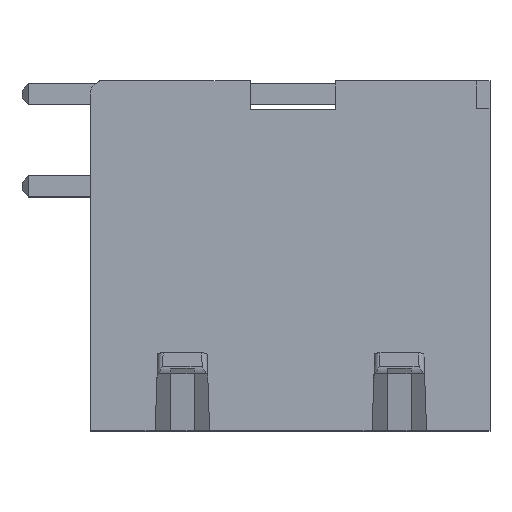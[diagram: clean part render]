
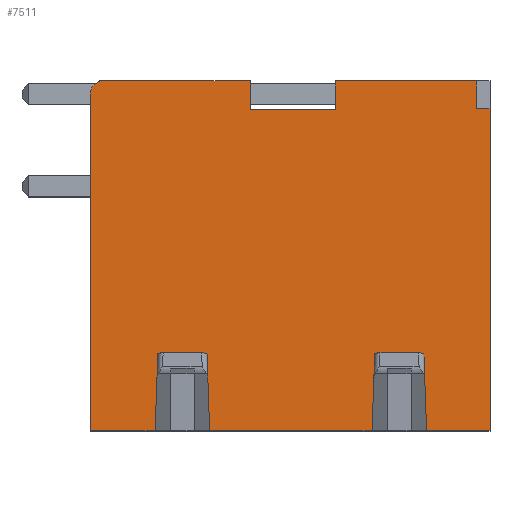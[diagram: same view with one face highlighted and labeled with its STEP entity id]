
A CAD part, top view. The second image highlights one B-rep face of the part: STEP entity #7511.
In plain terms, the highlighted planar face has unit normal (0, 0, 1).
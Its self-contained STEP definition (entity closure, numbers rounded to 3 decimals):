
#99=DIRECTION('',(1.,0.,0.));
#100=VECTOR('',#99,2.463);
#101=CARTESIAN_POINT('',(-3.,0.,33.7));
#102=LINE('',#101,#100);
#115=DIRECTION('',(1.,0.,0.));
#116=VECTOR('',#115,6.175);
#117=CARTESIAN_POINT('',(1.537,0.,33.7));
#118=LINE('',#117,#116);
#131=DIRECTION('',(1.,0.,0.));
#132=VECTOR('',#131,2.413);
#133=CARTESIAN_POINT('',(9.787,0.,33.7));
#134=LINE('',#133,#132);
#650=DIRECTION('',(0.,1.,0.));
#651=VECTOR('',#650,12.25);
#652=CARTESIAN_POINT('',(12.2,0.,33.7));
#653=LINE('',#652,#651);
#1460=DIRECTION('',(-0.035,-0.999,0.));
#1461=VECTOR('',#1460,2.716);
#1462=CARTESIAN_POINT('',(-0.443,2.714,33.7));
#1463=LINE('',#1462,#1461);
#1464=CARTESIAN_POINT('',(-2.5,12.8,33.7));
#1465=DIRECTION('',(0.,0.,-1.));
#1466=DIRECTION('',(-1.,0.,0.));
#1467=AXIS2_PLACEMENT_3D('',#1464,#1465,#1466);
#1469=DIRECTION('',(0.,1.,0.));
#1470=VECTOR('',#1469,0.02);
#1471=CARTESIAN_POINT('',(-2.641,13.28,33.7));
#1472=LINE('',#1471,#1470);
#1473=DIRECTION('',(1.,0.,0.));
#1474=VECTOR('',#1473,5.716);
#1475=CARTESIAN_POINT('',(-2.641,13.3,33.7));
#1476=LINE('',#1475,#1474);
#1477=DIRECTION('',(0.,-1.,0.));
#1478=VECTOR('',#1477,1.092);
#1479=CARTESIAN_POINT('',(3.074,13.3,33.7));
#1480=LINE('',#1479,#1478);
#1481=DIRECTION('',(1.,0.,0.));
#1482=VECTOR('',#1481,3.238);
#1483=CARTESIAN_POINT('',(3.074,12.208,33.7));
#1484=LINE('',#1483,#1482);
#1485=DIRECTION('',(0.,1.,0.));
#1486=VECTOR('',#1485,1.092);
#1487=CARTESIAN_POINT('',(6.313,12.208,33.7));
#1488=LINE('',#1487,#1486);
#1489=DIRECTION('',(1.,0.,0.));
#1490=VECTOR('',#1489,5.39);
#1491=CARTESIAN_POINT('',(6.313,13.3,33.7));
#1492=LINE('',#1491,#1490);
#1493=DIRECTION('',(0.,-1.,0.));
#1494=VECTOR('',#1493,1.05);
#1495=CARTESIAN_POINT('',(11.703,13.3,33.7));
#1496=LINE('',#1495,#1494);
#1497=DIRECTION('',(1.,0.,0.));
#1498=VECTOR('',#1497,0.497);
#1499=CARTESIAN_POINT('',(11.703,12.25,33.7));
#1500=LINE('',#1499,#1498);
#1501=DIRECTION('',(-0.035,0.999,0.));
#1502=VECTOR('',#1501,2.716);
#1503=CARTESIAN_POINT('',(9.787,0.,33.7));
#1504=LINE('',#1503,#1502);
#1505=DIRECTION('',(-1.,0.,0.));
#1506=VECTOR('',#1505,1.885);
#1507=CARTESIAN_POINT('',(9.693,2.714,33.7));
#1508=LINE('',#1507,#1506);
#1509=DIRECTION('',(-0.035,-0.999,0.));
#1510=VECTOR('',#1509,2.716);
#1511=CARTESIAN_POINT('',(7.807,2.714,33.7));
#1512=LINE('',#1511,#1510);
#1513=DIRECTION('',(-0.035,0.999,0.));
#1514=VECTOR('',#1513,2.716);
#1515=CARTESIAN_POINT('',(1.537,0.,33.7));
#1516=LINE('',#1515,#1514);
#1517=DIRECTION('',(-1.,0.,0.));
#1518=VECTOR('',#1517,1.885);
#1519=CARTESIAN_POINT('',(1.443,2.714,33.7));
#1520=LINE('',#1519,#1518);
#1647=DIRECTION('',(0.,-1.,0.));
#1648=VECTOR('',#1647,12.8);
#1649=CARTESIAN_POINT('',(-3.,12.8,33.7));
#1650=LINE('',#1649,#1648);
#4169=CARTESIAN_POINT('',(-3.,0.,33.7));
#4170=VERTEX_POINT('',#4169);
#4171=CARTESIAN_POINT('',(-0.537,0.,33.7));
#4172=VERTEX_POINT('',#4171);
#4177=CARTESIAN_POINT('',(1.537,0.,33.7));
#4178=VERTEX_POINT('',#4177);
#4179=CARTESIAN_POINT('',(7.713,0.,33.7));
#4180=VERTEX_POINT('',#4179);
#4185=CARTESIAN_POINT('',(9.787,0.,33.7));
#4186=VERTEX_POINT('',#4185);
#4187=CARTESIAN_POINT('',(12.2,0.,33.7));
#4188=VERTEX_POINT('',#4187);
#4437=CARTESIAN_POINT('',(-2.641,13.28,33.7));
#4438=CARTESIAN_POINT('',(-2.641,13.3,33.7));
#4439=VERTEX_POINT('',#4437);
#4440=VERTEX_POINT('',#4438);
#4587=CARTESIAN_POINT('',(6.313,12.208,33.7));
#4588=CARTESIAN_POINT('',(6.313,13.3,33.7));
#4589=VERTEX_POINT('',#4587);
#4590=VERTEX_POINT('',#4588);
#4639=CARTESIAN_POINT('',(3.074,13.3,33.7));
#4640=CARTESIAN_POINT('',(3.074,12.208,33.7));
#4641=VERTEX_POINT('',#4639);
#4642=VERTEX_POINT('',#4640);
#4643=CARTESIAN_POINT('',(-0.443,2.714,33.7));
#4644=VERTEX_POINT('',#4643);
#4645=CARTESIAN_POINT('',(-3.,12.8,33.7));
#4646=VERTEX_POINT('',#4645);
#4647=CARTESIAN_POINT('',(11.703,13.3,33.7));
#4648=VERTEX_POINT('',#4647);
#4649=CARTESIAN_POINT('',(11.703,12.25,33.7));
#4650=VERTEX_POINT('',#4649);
#4651=CARTESIAN_POINT('',(12.2,12.25,33.7));
#4652=VERTEX_POINT('',#4651);
#4653=CARTESIAN_POINT('',(9.693,2.714,33.7));
#4654=VERTEX_POINT('',#4653);
#4655=CARTESIAN_POINT('',(7.807,2.714,33.7));
#4656=VERTEX_POINT('',#4655);
#4657=CARTESIAN_POINT('',(1.443,2.714,33.7));
#4658=VERTEX_POINT('',#4657);
#7474=CARTESIAN_POINT('',(0.,0.,33.7));
#7475=DIRECTION('',(0.,0.,1.));
#7476=DIRECTION('',(1.,0.,0.));
#7477=AXIS2_PLACEMENT_3D('',#7474,#7475,#7476);
#7478=PLANE('',#7477);
#7480=ORIENTED_EDGE('',*,*,#7479,.T.);
#7481=ORIENTED_EDGE('',*,*,#5478,.F.);
#7483=ORIENTED_EDGE('',*,*,#7482,.F.);
#7485=ORIENTED_EDGE('',*,*,#7484,.T.);
#7486=ORIENTED_EDGE('',*,*,#6601,.T.);
#7487=ORIENTED_EDGE('',*,*,#6564,.T.);
#7488=ORIENTED_EDGE('',*,*,#6378,.T.);
#7489=ORIENTED_EDGE('',*,*,#7469,.T.);
#7490=ORIENTED_EDGE('',*,*,#6317,.T.);
#7491=ORIENTED_EDGE('',*,*,#6302,.T.);
#7493=ORIENTED_EDGE('',*,*,#7492,.T.);
#7495=ORIENTED_EDGE('',*,*,#7494,.T.);
#7496=ORIENTED_EDGE('',*,*,#6235,.F.);
#7497=ORIENTED_EDGE('',*,*,#5494,.F.);
#7499=ORIENTED_EDGE('',*,*,#7498,.T.);
#7501=ORIENTED_EDGE('',*,*,#7500,.T.);
#7503=ORIENTED_EDGE('',*,*,#7502,.T.);
#7504=ORIENTED_EDGE('',*,*,#5486,.F.);
#7506=ORIENTED_EDGE('',*,*,#7505,.T.);
#7508=ORIENTED_EDGE('',*,*,#7507,.T.);
#7509=EDGE_LOOP('',(#7480,#7481,#7483,#7485,#7486,#7487,#7488,#7489,#7490,#7491,
#7493,#7495,#7496,#7497,#7499,#7501,#7503,#7504,#7506,#7508));
#7510=FACE_OUTER_BOUND('',#7509,.F.);
#1468=CIRCLE('',#1467,0.5);
#5478=EDGE_CURVE('',#4170,#4172,#102,.T.);
#5486=EDGE_CURVE('',#4178,#4180,#118,.T.);
#5494=EDGE_CURVE('',#4186,#4188,#134,.T.);
#6235=EDGE_CURVE('',#4188,#4652,#653,.T.);
#6302=EDGE_CURVE('',#4590,#4648,#1492,.T.);
#6317=EDGE_CURVE('',#4589,#4590,#1488,.T.);
#6378=EDGE_CURVE('',#4641,#4642,#1480,.T.);
#6564=EDGE_CURVE('',#4440,#4641,#1476,.T.);
#6601=EDGE_CURVE('',#4439,#4440,#1472,.T.);
#7469=EDGE_CURVE('',#4642,#4589,#1484,.T.);
#7479=EDGE_CURVE('',#4644,#4172,#1463,.T.);
#7482=EDGE_CURVE('',#4646,#4170,#1650,.T.);
#7484=EDGE_CURVE('',#4646,#4439,#1468,.T.);
#7492=EDGE_CURVE('',#4648,#4650,#1496,.T.);
#7494=EDGE_CURVE('',#4650,#4652,#1500,.T.);
#7498=EDGE_CURVE('',#4186,#4654,#1504,.T.);
#7500=EDGE_CURVE('',#4654,#4656,#1508,.T.);
#7502=EDGE_CURVE('',#4656,#4180,#1512,.T.);
#7505=EDGE_CURVE('',#4178,#4658,#1516,.T.);
#7507=EDGE_CURVE('',#4658,#4644,#1520,.T.);
#7511=ADVANCED_FACE('',(#7510),#7478,.T.);
